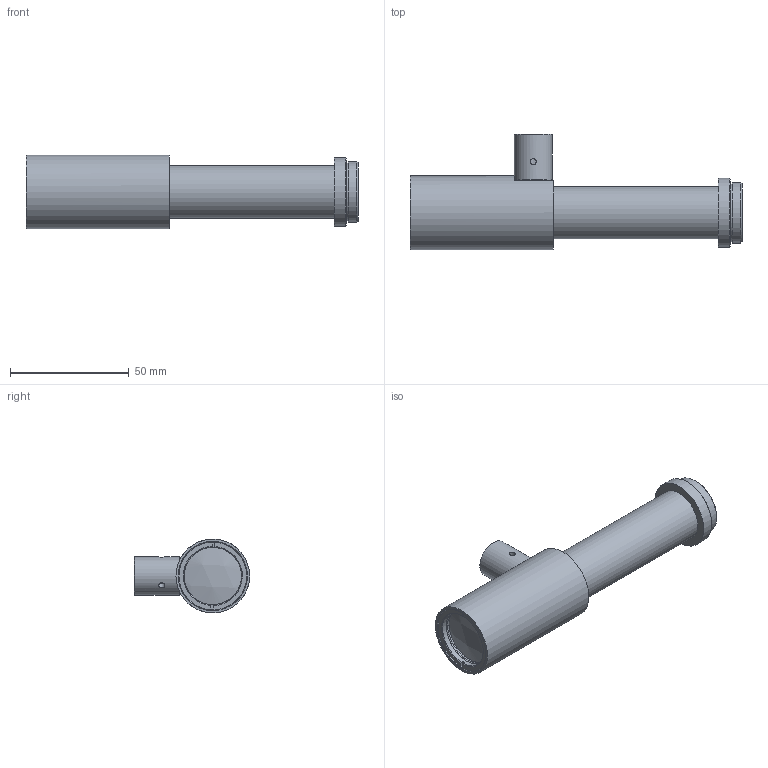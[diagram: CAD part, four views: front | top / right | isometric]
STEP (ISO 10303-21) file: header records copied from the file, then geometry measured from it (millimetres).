
FILE_DESCRIPTION (( 'STEP AP214' ), '1' );
FILE_NAME ('GTOJ1120110.STEP', '2023-06-13T02:34:45', ( '' ), ( '' ), 'SwSTEP 2.0', 'SolidWorks 2022', '' );
FILE_SCHEMA (( 'AUTOMOTIVE_DESIGN' ));
Length unit declared in the file: millimetre
Products named in the file (1): GTOJ1120110
Bounding box: 139.63 x 48.5 x 31 mm (x, y, z)
Surface area: 17395.8 mm2 (no closed solid volume)
Topology: 0 solids, 12 shells, 57 faces, 141 edges, 96 vertices
Faces by surface type: plane 26, cylinder 16, cone 13, sphere 1, bspline 1
Full cylindrical faces by diameter (mm): 2.5 x3, 14 x1, 14.5 x1, 16 x2, 18.5 x1, 22 x1, 24.2 x2, 24.4 x1, 25.4 x1, 28.5 x1, 29 x1, 31 x1
Entity records: 2411 total; most frequent: CARTESIAN_POINT 558, DIRECTION 268, ORIENTED_EDGE 168, AXIS2_PLACEMENT_3D 119, EDGE_CURVE 106, EDGE_LOOP 95, VERTEX_POINT 88, FACE_OUTER_BOUND 72
